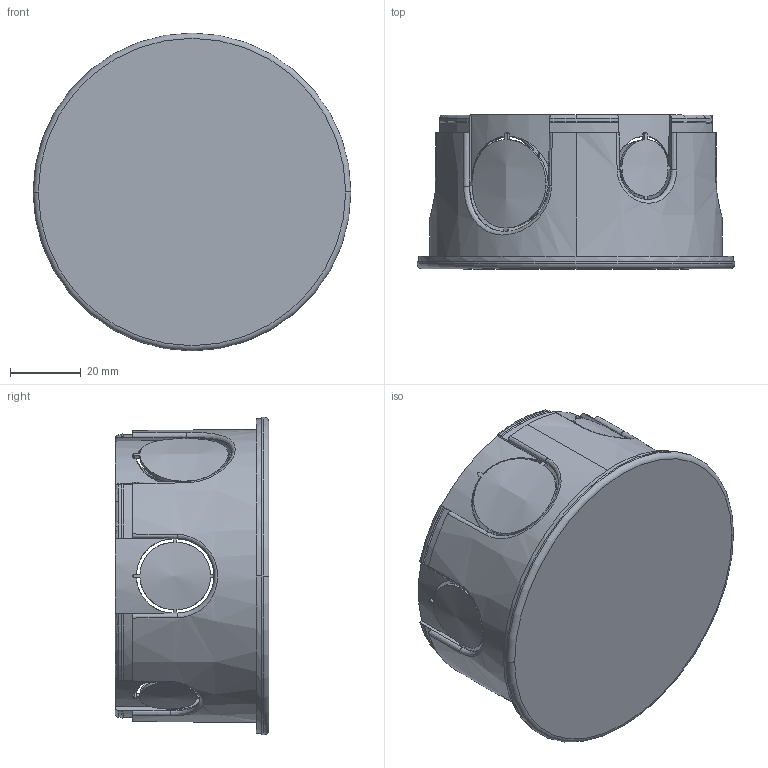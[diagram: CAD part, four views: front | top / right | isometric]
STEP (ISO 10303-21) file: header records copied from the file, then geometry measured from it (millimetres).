
FILE_DESCRIPTION (( 'STEP AP214' ), '1' );
FILE_NAME ('GE41007.STEP', '2021-11-09T08:34:23', ( '' ), ( '' ), 'SwSTEP 2.0', 'SolidWorks 2017', '' );
FILE_SCHEMA (( 'AUTOMOTIVE_DESIGN' ));
Length unit declared in the file: millimetre
Products named in the file (1): GE41007
Bounding box: 90 x 43.5 x 90 mm (x, y, z)
Volume: 35491.5 mm3; surface area: 48923.7 mm2
Topology: 2 solids, 2 shells, 587 faces, 1761 edges, 1135 vertices
Faces by surface type: plane 197, cylinder 145, bspline 104, cone 78, torus 55, sphere 8
Entity records: 38683 total; most frequent: CARTESIAN_POINT 18269, ORIENTED_EDGE 3518, DIRECTION 2041, EDGE_CURVE 1759, VERTEX_POINT 1135, B_SPLINE_CURVE_WITH_KNOTS 951, AXIS2_PLACEMENT_3D 769, EDGE_LOOP 666
